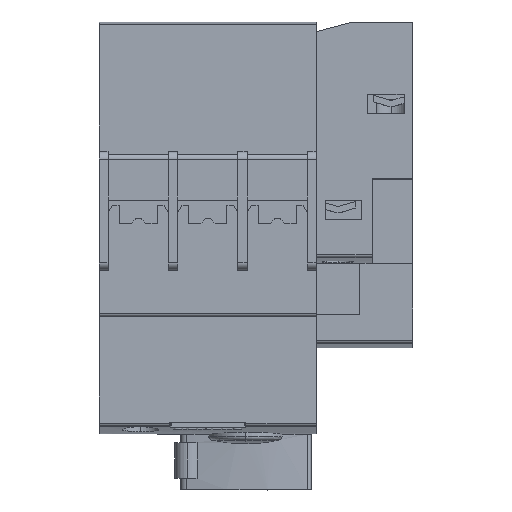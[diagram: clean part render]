
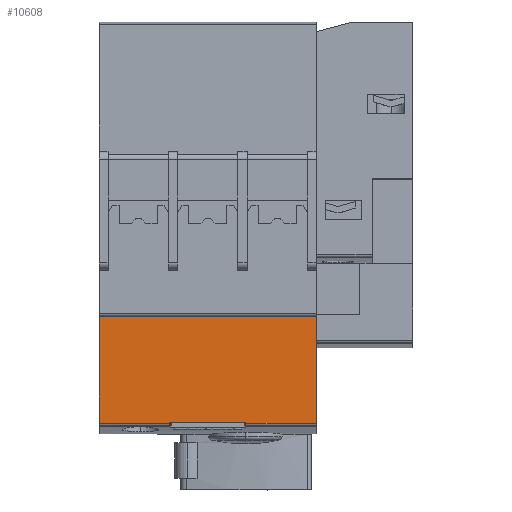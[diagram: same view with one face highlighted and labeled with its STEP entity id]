
A CAD part, top view. The second image highlights one B-rep face of the part: STEP entity #10608.
In plain terms, the highlighted planar face has unit normal (0, 0, 1).
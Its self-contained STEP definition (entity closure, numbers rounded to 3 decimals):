
#5406=EDGE_CURVE('',#14376,#12908,#15780,.T.);
#6216=EDGE_CURVE('',#14376,#11900,#16652,.T.);
#8382=EDGE_CURVE('',#14388,#8496,#18996,.T.);
#8496=VERTEX_POINT('',#19117);
#8698=EDGE_CURVE('',#11900,#8496,#19338,.T.);
#9040=EDGE_CURVE('',#12908,#12012,#19706,.T.);
#10314=EDGE_CURVE('',#13108,#12012,#21097,.T.);
#10608=ADVANCED_FACE('',(#21420),#21421,.T.);
#10840=VERTEX_POINT('',#21671);
#11900=VERTEX_POINT('',#22825);
#12012=VERTEX_POINT('',#22948);
#12908=VERTEX_POINT('',#23926);
#13108=VERTEX_POINT('',#24146);
#13284=EDGE_CURVE('',#14388,#10840,#24332,.T.);
#14376=VERTEX_POINT('',#25509);
#14388=VERTEX_POINT('',#25521);
#14460=EDGE_CURVE('',#10840,#13108,#25598,.T.);
#15780=LINE('',#27159,#27160);
#16652=LINE('',#28597,#28598);
#18996=LINE('',#32089,#32090);
#19117=CARTESIAN_POINT('',(-22.5,-83.1,22.85));
#19338=LINE('',#32613,#32614);
#19706=LINE('',#33169,#33170);
#21097=LINE('',#35263,#35264);
#21420=FACE_OUTER_BOUND('',#35719,.T.);
#21421=PLANE('',#35720);
#21671=CARTESIAN_POINT('',(-7.9,-82.92,22.85));
#22825=CARTESIAN_POINT('',(-22.5,-59.3,22.85));
#22948=CARTESIAN_POINT('',(7.9,-83.1,22.85));
#23926=CARTESIAN_POINT('',(22.5,-83.1,22.85));
#24146=CARTESIAN_POINT('',(7.9,-82.92,22.85));
#24332=LINE('',#40113,#40114);
#25509=CARTESIAN_POINT('',(22.5,-59.3,22.85));
#25521=CARTESIAN_POINT('',(-7.9,-83.1,22.85));
#25598=LINE('',#41991,#41992);
#27159=CARTESIAN_POINT('',(22.5,-59.3,22.85));
#27160=VECTOR('',#43990,1.0);
#28597=CARTESIAN_POINT('',(22.5,-59.3,22.85));
#28598=VECTOR('',#44848,1.0);
#32089=CARTESIAN_POINT('',(22.5,-83.1,22.85));
#32090=VECTOR('',#47317,1.0);
#32613=CARTESIAN_POINT('',(-22.5,-59.3,22.85));
#32614=VECTOR('',#47687,1.0);
#33169=CARTESIAN_POINT('',(22.5,-83.1,22.85));
#33170=VECTOR('',#48078,1.0);
#35263=CARTESIAN_POINT('',(7.9,-71.11,22.85));
#35264=VECTOR('',#49697,1.0);
#35719=EDGE_LOOP('',(#50076,#50077,#50078,#50079,#50080,#50081,#50082,#50083));
#35720=AXIS2_PLACEMENT_3D('',#50084,#50085,#50086);
#40113=CARTESIAN_POINT('',(-7.9,-71.11,22.85));
#40114=VECTOR('',#53228,1.0);
#41991=CARTESIAN_POINT('',(11.25,-82.92,22.85));
#41992=VECTOR('',#54541,1.0);
#43990=DIRECTION('',(0.0,-1.0,0.0));
#44848=DIRECTION('',(-1.0,0.0,0.0));
#47317=DIRECTION('',(-1.0,0.0,0.0));
#47687=DIRECTION('',(0.0,-1.0,0.0));
#48078=DIRECTION('',(-1.0,0.0,0.0));
#49697=DIRECTION('',(0.0,-1.0,0.0));
#50076=ORIENTED_EDGE('',*,*,#13284,.T.);
#50077=ORIENTED_EDGE('',*,*,#14460,.T.);
#50078=ORIENTED_EDGE('',*,*,#10314,.T.);
#50079=ORIENTED_EDGE('',*,*,#9040,.F.);
#50080=ORIENTED_EDGE('',*,*,#5406,.F.);
#50081=ORIENTED_EDGE('',*,*,#6216,.T.);
#50082=ORIENTED_EDGE('',*,*,#8698,.T.);
#50083=ORIENTED_EDGE('',*,*,#8382,.F.);
#50084=CARTESIAN_POINT('',(22.5,-59.3,22.85));
#50085=DIRECTION('',(0.0,-0.0,1.0));
#50086=DIRECTION('',(0.0,1.0,0.0));
#53228=DIRECTION('',(0.0,1.0,-0.0));
#54541=DIRECTION('',(1.0,0.0,0.0));
